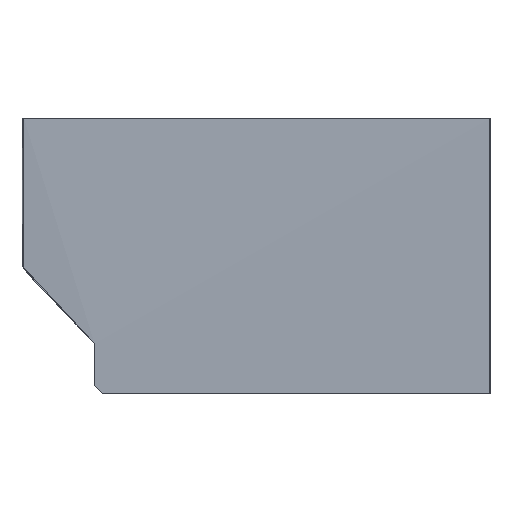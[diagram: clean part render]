
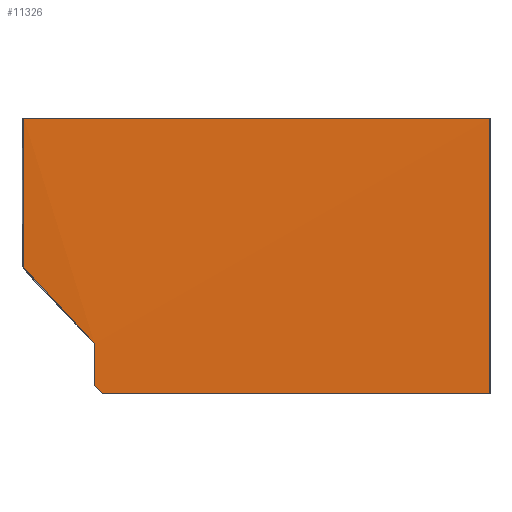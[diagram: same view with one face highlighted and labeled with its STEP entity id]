
A CAD part, left-side view. The second image highlights one B-rep face of the part: STEP entity #11326.
In plain terms, the highlighted planar face has unit normal (-1, 0, 0).
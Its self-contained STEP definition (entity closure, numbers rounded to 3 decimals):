
#279 = ORIENTED_EDGE ( 'NONE', *, *, #8059, .T. ) ;
#301 = CARTESIAN_POINT ( 'NONE',  ( 0., 55.833, 27.134 ) ) ;
#431 = DIRECTION ( 'NONE',  ( 0., 0., 1. ) ) ;
#443 = CARTESIAN_POINT ( 'NONE',  ( 0., 0., 0. ) ) ;
#761 = EDGE_CURVE ( 'NONE', #9465, #11314, #4885, .T. ) ;
#1153 = CARTESIAN_POINT ( 'NONE',  ( 0.5, 55.893, 15.134 ) ) ;
#1196 = VECTOR ( 'NONE', #10565, 1000. ) ;
#1408 = CARTESIAN_POINT ( 'NONE',  ( 0., 47.4, 1. ) ) ;
#1441 = CARTESIAN_POINT ( 'NONE',  ( 0., 0., 33. ) ) ;
#1533 = AXIS2_PLACEMENT_3D ( 'NONE', #13232, #9326, #431 ) ;
#2189 = DIRECTION ( 'NONE',  ( 0., -1., 0. ) ) ;
#2337 = CARTESIAN_POINT ( 'NONE',  ( 0., 47.4, 1. ) ) ;
#2386 = ORIENTED_EDGE ( 'NONE', *, *, #8561, .T. ) ;
#2862 = LINE ( 'NONE', #9628, #12833 ) ;
#3283 = LINE ( 'NONE', #2337, #13956 ) ;
#3626 = DIRECTION ( 'NONE',  ( 0., 1., 0. ) ) ;
#3717 = CARTESIAN_POINT ( 'NONE',  ( 0., 47.4, 6. ) ) ;
#4008 = EDGE_CURVE ( 'NONE', #11314, #5797, #3283, .T. ) ;
#4303 = ORIENTED_EDGE ( 'NONE', *, *, #761, .T. ) ;
#4692 = B_SPLINE_CURVE_WITH_KNOTS ( 'NONE', 3,
 ( #12544, #301, #6917, #6990 ),
 .UNSPECIFIED., .F., .F.,
 ( 4, 4 ),
 ( 0., 1. ),
 .UNSPECIFIED. ) ;
#4863 = CARTESIAN_POINT ( 'NONE',  ( 0., 0., 33. ) ) ;
#4869 = EDGE_CURVE ( 'NONE', #5135, #6797, #4692, .T. ) ;
#4885 = LINE ( 'NONE', #3717, #12824 ) ;
#5135 = VERTEX_POINT ( 'NONE', #11492 ) ;
#5256 = EDGE_LOOP ( 'NONE', ( #8962, #2386, #4303, #13379, #8445, #12334, #279 ) ) ;
#5397 = VERTEX_POINT ( 'NONE', #9075 ) ;
#5486 = VERTEX_POINT ( 'NONE', #4863 ) ;
#5797 = VERTEX_POINT ( 'NONE', #8594 ) ;
#6139 = LINE ( 'NONE', #443, #1196 ) ;
#6351 = EDGE_CURVE ( 'NONE', #5397, #5486, #6139, .T. ) ;
#6797 = VERTEX_POINT ( 'NONE', #1153 ) ;
#6826 = LINE ( 'NONE', #8863, #14199 ) ;
#6917 = CARTESIAN_POINT ( 'NONE',  ( 0., 55.917, 21.267 ) ) ;
#6990 = CARTESIAN_POINT ( 'NONE',  ( 0., 56., 15.401 ) ) ;
#7024 = LINE ( 'NONE', #1441, #14185 ) ;
#7047 = DIRECTION ( 'NONE',  ( 0., 0., -1. ) ) ;
#8059 = EDGE_CURVE ( 'NONE', #5486, #5135, #7024, .T. ) ;
#8445 = ORIENTED_EDGE ( 'NONE', *, *, #9642, .T. ) ;
#8561 = EDGE_CURVE ( 'NONE', #6797, #9465, #2862, .T. ) ;
#8594 = CARTESIAN_POINT ( 'NONE',  ( 0., 46.4, 0. ) ) ;
#8695 = FACE_OUTER_BOUND ( 'NONE', #5256, .T. ) ;
#8863 = CARTESIAN_POINT ( 'NONE',  ( 0., 46.4, 0. ) ) ;
#8962 = ORIENTED_EDGE ( 'NONE', *, *, #4869, .T. ) ;
#9075 = CARTESIAN_POINT ( 'NONE',  ( 0., 0., 0. ) ) ;
#9326 = DIRECTION ( 'NONE',  ( -1., 0., 0. ) ) ;
#9465 = VERTEX_POINT ( 'NONE', #13769 ) ;
#9628 = CARTESIAN_POINT ( 'NONE',  ( 0., 55.723, 14.71 ) ) ;
#9642 = EDGE_CURVE ( 'NONE', #5797, #5397, #6826, .T. ) ;
#10565 = DIRECTION ( 'NONE',  ( 0., 0., 1. ) ) ;
#10861 = DIRECTION ( 'NONE',  ( 0., -0.691, -0.723 ) ) ;
#11314 = VERTEX_POINT ( 'NONE', #1408 ) ;
#11326 = ADVANCED_FACE ( 'NONE', ( #8695 ), #13160, .T. ) ;
#11492 = CARTESIAN_POINT ( 'NONE',  ( 0.5, 55.875, 33. ) ) ;
#12025 = DIRECTION ( 'NONE',  ( 0., -0.707, -0.707 ) ) ;
#12334 = ORIENTED_EDGE ( 'NONE', *, *, #6351, .T. ) ;
#12544 = CARTESIAN_POINT ( 'NONE',  ( 0., 55.75, 33. ) ) ;
#12824 = VECTOR ( 'NONE', #7047, 1000. ) ;
#12833 = VECTOR ( 'NONE', #10861, 1000. ) ;
#13160 = PLANE ( 'NONE',  #1533 ) ;
#13232 = CARTESIAN_POINT ( 'NONE',  ( 0., 0., 0. ) ) ;
#13379 = ORIENTED_EDGE ( 'NONE', *, *, #4008, .T. ) ;
#13769 = CARTESIAN_POINT ( 'NONE',  ( 0., 47.4, 6. ) ) ;
#13956 = VECTOR ( 'NONE', #12025, 1000. ) ;
#14185 = VECTOR ( 'NONE', #3626, 1000. ) ;
#14199 = VECTOR ( 'NONE', #2189, 1000. ) ;
